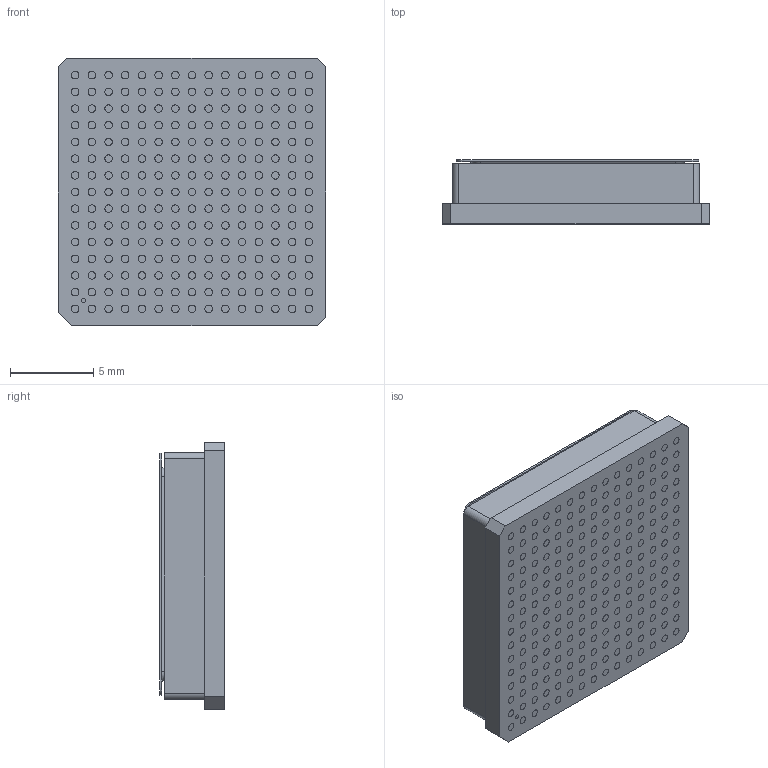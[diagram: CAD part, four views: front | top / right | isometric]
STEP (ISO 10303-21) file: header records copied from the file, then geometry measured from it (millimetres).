
FILE_DESCRIPTION (( 'STEP AP214' ), '1' );
FILE_NAME ('Êîðïóñ ÎÇÓ.STEP', '2020-10-30T06:17:10', ( '' ), ( '' ), 'SwSTEP 2.0', 'SolidWorks 2019', '' );
FILE_SCHEMA (( 'AUTOMOTIVE_DESIGN' ));
Length unit declared in the file: millimetre
Products named in the file (5): Êîðïóñ ÎÇÓ; 挓鍱鍧; Êðûøêà; Ïëàòà; ﾎ魵瑙韃
Assembly tree (4 placements, depth 3):
  Êîðïóñ ÎÇÓ
    ﾎ魵瑙韃
      Ïëàòà
      挓鍱鍧
    Êðûøêà
Bounding box: 16 x 3.85 x 16 mm (x, y, z)
Volume: 459.2 mm3; surface area: 1372.1 mm2
Topology: 3 solids, 3 shells, 1143 faces, 2346 edges, 1564 vertices
Faces by surface type: cylinder 723, plane 416, torus 4
Entity records: 43081 total; most frequent: DIRECTION 6102, CARTESIAN_POINT 5061, ORIENTED_EDGE 4692, AXIS2_PLACEMENT_3D 2605, EDGE_CURVE 2346, VERTEX_POINT 1564, EDGE_LOOP 1500, CIRCLE 1454
